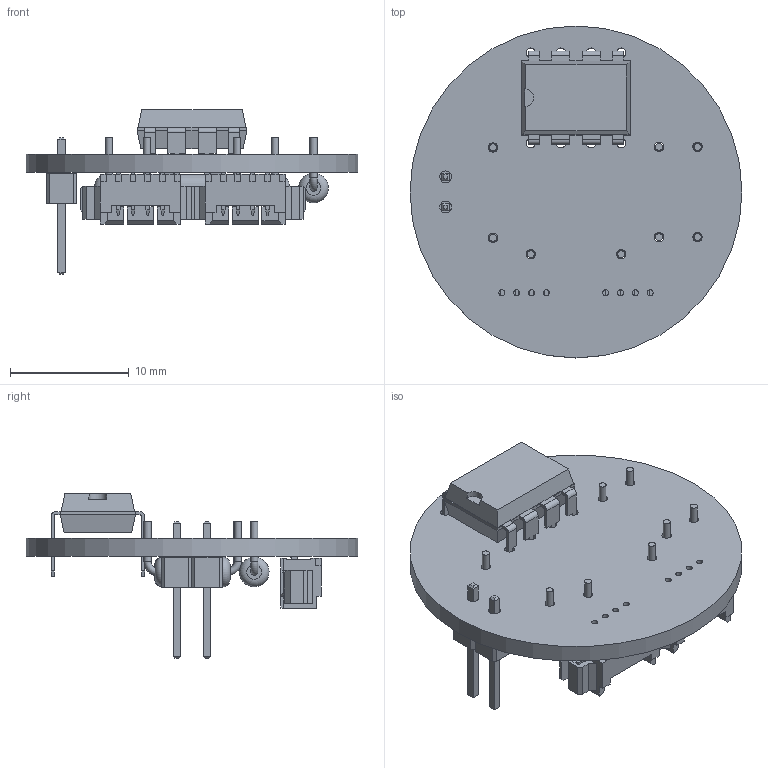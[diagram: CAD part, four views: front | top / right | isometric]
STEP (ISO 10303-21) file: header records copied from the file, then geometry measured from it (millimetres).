
FILE_DESCRIPTION(('KiCad electronic assembly'),'2;1');
FILE_NAME('RGBW Par.step','2025-06-17T09:43:39',('Pcbnew'),('Kicad'), 'Open CASCADE STEP processor 7.8','KiCad to STEP converter','Unknown' );
FILE_SCHEMA(('AUTOMOTIVE_DESIGN { 1 0 10303 214 1 1 1 1 }'));
Length unit declared in the file: millimetre
Products named in the file (6): RGBW Par 1; DIP-8_W7.62mm; R_Axial_DIN0207_L6.3mm_D2.5mm_P7.62mm_Horizontal; 532610471; PinHeader_1x02_P2.54mm_Vertical; RGBW Par_PCB
Assembly tree (9 placements, depth 2):
  RGBW Par 1
    DIP-8_W7.62mm
    R_Axial_DIN0207_L6.3mm_D2.5mm_P7.62mm_Horizontal  x4
    532610471  x2
    PinHeader_1x02_P2.54mm_Vertical
    RGBW Par_PCB
Bounding box: 28 x 28 x 13.9 mm (x, y, z)
Volume: 1378.3 mm3; surface area: 2684.4 mm2
Topology: 21 solids, 21 shells, 889 faces, 2339 edges, 1516 vertices
Faces by surface type: plane 757, cylinder 96, bspline 20, torus 16
Full cylindrical faces by diameter (mm): 0.5 x8, 0.6 x8, 0.8 x16, 1 x2, 2.25 x4, 2.5 x8, 28 x1
Entity records: 19715 total; most frequent: CARTESIAN_POINT 3642, ORIENTED_EDGE 2892, DIRECTION 2631, EDGE_CURVE 1446, LINE 1287, VECTOR 1287, VERTEX_POINT 934, AXIS2_PLACEMENT_3D 672
